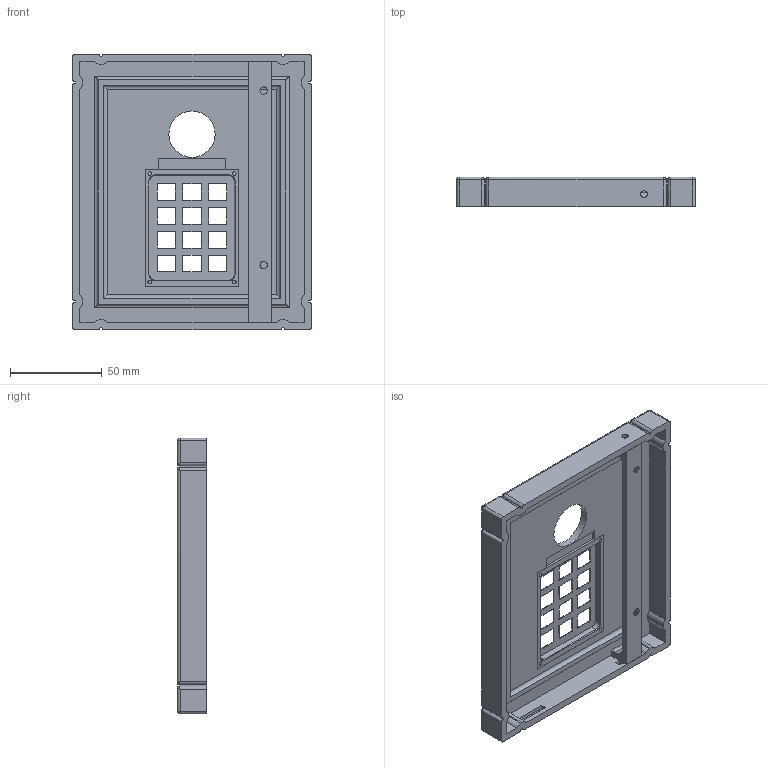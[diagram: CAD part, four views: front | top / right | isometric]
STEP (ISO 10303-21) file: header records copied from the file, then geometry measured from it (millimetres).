
FILE_DESCRIPTION(/* description */ (''),/* implementation_level */ '2;1');
FILE_NAME(/* name */ 'klingel v2.step',/* time_stamp */ '2025-04-28T20:52:51+02:00',/* author */ (''),/* organization */ (''),/* preprocessor_version */ 'ST-DEVELOPER v20.1',/* originating_system */ 'Autodesk Translation Framework v14.4.0.0',/* authorisation */ '');
FILE_SCHEMA (('AUTOMOTIVE_DESIGN { 1 0 10303 214 3 1 1 }'));
Length unit declared in the file: millimetre
Products named in the file (1): klingel
Bounding box: 130 x 16 x 150 mm (x, y, z)
Volume: 98762 mm3; surface area: 62575.3 mm2
Topology: 2 solids, 2 shells, 305 faces, 772 edges, 464 vertices
Faces by surface type: plane 164, cylinder 99, sphere 20, bspline 16, cone 6
Full cylindrical faces by diameter (mm): 2 x4, 3.5 x1, 4 x2, 4.1 x1, 25.2 x1
Entity records: 9438 total; most frequent: CARTESIAN_POINT 2017, DIRECTION 1544, ORIENTED_EDGE 1512, EDGE_CURVE 756, LINE 542, VECTOR 542, AXIS2_PLACEMENT_3D 501, VERTEX_POINT 464
